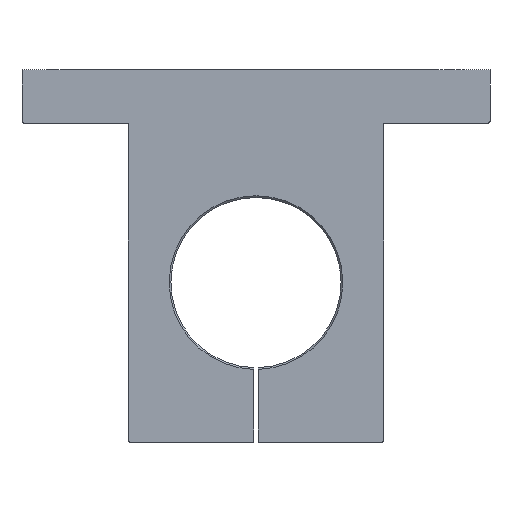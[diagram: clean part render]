
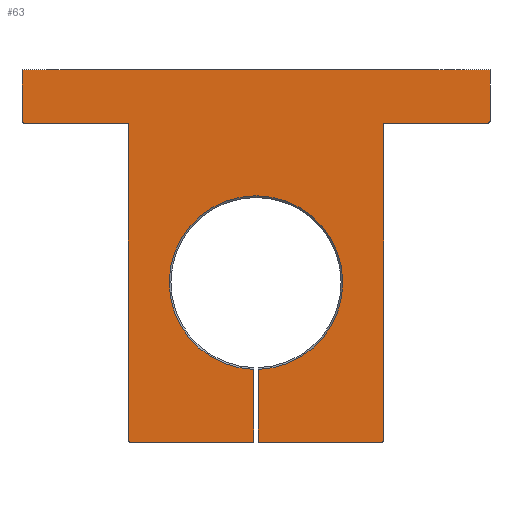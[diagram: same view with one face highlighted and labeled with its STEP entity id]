
A CAD part, front view. The second image highlights one B-rep face of the part: STEP entity #63.
In plain terms, the highlighted planar face has unit normal (0, -1, 0).
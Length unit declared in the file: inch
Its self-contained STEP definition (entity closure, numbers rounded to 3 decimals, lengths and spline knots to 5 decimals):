
#2 = AXIS2_PLACEMENT_3D ( 'NONE', #530, #917, #1085 ) ;
#7 = EDGE_CURVE ( 'NONE', #973, #85, #77, .T. ) ;
#19 = EDGE_CURVE ( 'NONE', #576, #797, #335, .T. ) ;
#50 = DIRECTION ( 'NONE',  ( 0., 0., -1. ) ) ;
#63 = ADVANCED_FACE ( 'NONE', ( #167 ), #256, .T. ) ;
#67 = VECTOR ( 'NONE', #1013, 39.37008 ) ;
#72 = DIRECTION ( 'NONE',  ( 0., 0., -1. ) ) ;
#75 = ORIENTED_EDGE ( 'NONE', *, *, #874, .F. ) ;
#77 = LINE ( 'NONE', #608, #1125 ) ;
#82 = LINE ( 'NONE', #206, #67 ) ;
#85 = VERTEX_POINT ( 'NONE', #1056 ) ;
#97 = AXIS2_PLACEMENT_3D ( 'NONE', #891, #691, #72 ) ;
#111 = DIRECTION ( 'NONE',  ( 1., 0., 0. ) ) ;
#133 = VERTEX_POINT ( 'NONE', #195 ) ;
#144 = CARTESIAN_POINT ( 'NONE',  ( -1.48, 0., -4.375 ) ) ;
#147 = CIRCLE ( 'NONE', #840, 0.02 ) ;
#155 = EDGE_CURVE ( 'NONE', #85, #255, #358, .T. ) ;
#159 = CARTESIAN_POINT ( 'NONE',  ( 1.5, 0., -4.355 ) ) ;
#167 = FACE_OUTER_BOUND ( 'NONE', #539, .T. ) ;
#195 = CARTESIAN_POINT ( 'NONE',  ( 0.025, 0., -4.375 ) ) ;
#198 = AXIS2_PLACEMENT_3D ( 'NONE', #980, #502, #50 ) ;
#206 = CARTESIAN_POINT ( 'NONE',  ( -0.025, 0., 0.00004 ) ) ;
#208 = ORIENTED_EDGE ( 'NONE', *, *, #950, .F. ) ;
#209 = DIRECTION ( 'NONE',  ( 0., 1., 0. ) ) ;
#228 = CARTESIAN_POINT ( 'NONE',  ( -0.025, 0., -3.51969 ) ) ;
#233 = DIRECTION ( 'NONE',  ( 0., 1., 0. ) ) ;
#237 = CARTESIAN_POINT ( 'NONE',  ( 1.48, 0., -4.355 ) ) ;
#239 = CARTESIAN_POINT ( 'NONE',  ( 1.52, 0., -0.625 ) ) ;
#255 = VERTEX_POINT ( 'NONE', #320 ) ;
#256 = PLANE ( 'NONE',  #97 ) ;
#257 = VERTEX_POINT ( 'NONE', #678 ) ;
#259 = AXIS2_PLACEMENT_3D ( 'NONE', #1031, #233, #1042 ) ;
#263 = EDGE_CURVE ( 'NONE', #797, #736, #147, .T. ) ;
#269 = CARTESIAN_POINT ( 'NONE',  ( 2.75, 0., 0. ) ) ;
#270 = EDGE_CURVE ( 'NONE', #1174, #973, #1016, .T. ) ;
#276 = ORIENTED_EDGE ( 'NONE', *, *, #889, .F. ) ;
#284 = LINE ( 'NONE', #1104, #885 ) ;
#300 = VERTEX_POINT ( 'NONE', #560 ) ;
#303 = EDGE_CURVE ( 'NONE', #603, #841, #654, .T. ) ;
#316 = ORIENTED_EDGE ( 'NONE', *, *, #394, .F. ) ;
#320 = CARTESIAN_POINT ( 'NONE',  ( 2.75, 0., 0. ) ) ;
#333 = CARTESIAN_POINT ( 'NONE',  ( -1.52, 0., -0.645 ) ) ;
#335 = LINE ( 'NONE', #159, #1014 ) ;
#336 = CARTESIAN_POINT ( 'NONE',  ( 1.48, 0., -4.375 ) ) ;
#341 = EDGE_CURVE ( 'NONE', #726, #910, #471, .T. ) ;
#345 = ORIENTED_EDGE ( 'NONE', *, *, #993, .F. ) ;
#346 = CIRCLE ( 'NONE', #2, 1.02 ) ;
#348 = DIRECTION ( 'NONE',  ( 0., -1., 0. ) ) ;
#358 = LINE ( 'NONE', #269, #1103 ) ;
#394 = EDGE_CURVE ( 'NONE', #257, #527, #1163, .T. ) ;
#401 = CARTESIAN_POINT ( 'NONE',  ( -1.5, 0., -0.645 ) ) ;
#409 = DIRECTION ( 'NONE',  ( 0., -1., 0. ) ) ;
#433 = ORIENTED_EDGE ( 'NONE', *, *, #824, .T. ) ;
#434 = AXIS2_PLACEMENT_3D ( 'NONE', #494, #209, #951 ) ;
#459 = VERTEX_POINT ( 'NONE', #239 ) ;
#471 = CIRCLE ( 'NONE', #198, 0.02 ) ;
#494 = CARTESIAN_POINT ( 'NONE',  ( -2.73, 0., -0.605 ) ) ;
#502 = DIRECTION ( 'NONE',  ( 0., 1., 0. ) ) ;
#516 = VECTOR ( 'NONE', #1094, 39.37008 ) ;
#520 = EDGE_CURVE ( 'NONE', #832, #763, #346, .T. ) ;
#527 = VERTEX_POINT ( 'NONE', #728 ) ;
#529 = CARTESIAN_POINT ( 'NONE',  ( 2.73, 0., -0.625 ) ) ;
#530 = CARTESIAN_POINT ( 'NONE',  ( 0., 0., -2.5 ) ) ;
#539 = EDGE_LOOP ( 'NONE', ( #345, #756, #433, #1065, #731, #636, #208, #584, #978, #871, #782, #1155, #1018, #1053, #316, #276, #75, #686 ) ) ;
#541 = CARTESIAN_POINT ( 'NONE',  ( -2.75, 0., -0.605 ) ) ;
#542 = CARTESIAN_POINT ( 'NONE',  ( 1.52, 0., -0.625 ) ) ;
#560 = CARTESIAN_POINT ( 'NONE',  ( -1.5, 0., -4.355 ) ) ;
#561 = CARTESIAN_POINT ( 'NONE',  ( 1.5, 0., -0.645 ) ) ;
#571 = LINE ( 'NONE', #401, #867 ) ;
#576 = VERTEX_POINT ( 'NONE', #561 ) ;
#584 = ORIENTED_EDGE ( 'NONE', *, *, #751, .F. ) ;
#603 = VERTEX_POINT ( 'NONE', #955 ) ;
#608 = CARTESIAN_POINT ( 'NONE',  ( -2.75, 0., 0. ) ) ;
#610 = DIRECTION ( 'NONE',  ( 0., 0., -1. ) ) ;
#636 = ORIENTED_EDGE ( 'NONE', *, *, #19, .F. ) ;
#641 = CARTESIAN_POINT ( 'NONE',  ( -1.48, 0., -4.375 ) ) ;
#645 = AXIS2_PLACEMENT_3D ( 'NONE', #333, #409, #872 ) ;
#647 = CARTESIAN_POINT ( 'NONE',  ( 2.75, 0., -0.605 ) ) ;
#654 = LINE ( 'NONE', #935, #969 ) ;
#661 = CARTESIAN_POINT ( 'NONE',  ( -2.73, 0., -0.625 ) ) ;
#664 = LINE ( 'NONE', #647, #865 ) ;
#668 = EDGE_CURVE ( 'NONE', #255, #726, #664, .T. ) ;
#672 = DIRECTION ( 'NONE',  ( -1., 0., 0. ) ) ;
#677 = DIRECTION ( 'NONE',  ( 0., 0., -1. ) ) ;
#678 = CARTESIAN_POINT ( 'NONE',  ( -1.5, 0., -0.645 ) ) ;
#685 = CARTESIAN_POINT ( 'NONE',  ( 2.75, 0., -0.605 ) ) ;
#686 = ORIENTED_EDGE ( 'NONE', *, *, #303, .F. ) ;
#691 = DIRECTION ( 'NONE',  ( 0., -1., 0. ) ) ;
#701 = DIRECTION ( 'NONE',  ( 0., 0., 1. ) ) ;
#714 = LINE ( 'NONE', #641, #516 ) ;
#721 = LINE ( 'NONE', #542, #971 ) ;
#726 = VERTEX_POINT ( 'NONE', #685 ) ;
#728 = CARTESIAN_POINT ( 'NONE',  ( -1.52, 0., -0.625 ) ) ;
#731 = ORIENTED_EDGE ( 'NONE', *, *, #263, .F. ) ;
#736 = VERTEX_POINT ( 'NONE', #336 ) ;
#751 = EDGE_CURVE ( 'NONE', #910, #459, #721, .T. ) ;
#756 = ORIENTED_EDGE ( 'NONE', *, *, #520, .T. ) ;
#763 = VERTEX_POINT ( 'NONE', #848 ) ;
#779 = CARTESIAN_POINT ( 'NONE',  ( 1.52, 0., -0.645 ) ) ;
#782 = ORIENTED_EDGE ( 'NONE', *, *, #155, .F. ) ;
#786 = CIRCLE ( 'NONE', #259, 0.02 ) ;
#797 = VERTEX_POINT ( 'NONE', #1024 ) ;
#824 = EDGE_CURVE ( 'NONE', #763, #133, #1045, .T. ) ;
#832 = VERTEX_POINT ( 'NONE', #228 ) ;
#840 = AXIS2_PLACEMENT_3D ( 'NONE', #237, #849, #1026 ) ;
#841 = VERTEX_POINT ( 'NONE', #144 ) ;
#848 = CARTESIAN_POINT ( 'NONE',  ( 0.025, 0., -3.51969 ) ) ;
#849 = DIRECTION ( 'NONE',  ( 0., 1., 0. ) ) ;
#865 = VECTOR ( 'NONE', #946, 39.37008 ) ;
#867 = VECTOR ( 'NONE', #947, 39.37008 ) ;
#871 = ORIENTED_EDGE ( 'NONE', *, *, #668, .F. ) ;
#872 = DIRECTION ( 'NONE',  ( 0., 0., 1. ) ) ;
#874 = EDGE_CURVE ( 'NONE', #841, #300, #786, .T. ) ;
#879 = DIRECTION ( 'NONE',  ( 0., 0., 1. ) ) ;
#885 = VECTOR ( 'NONE', #1006, 39.37008 ) ;
#889 = EDGE_CURVE ( 'NONE', #300, #257, #571, .T. ) ;
#891 = CARTESIAN_POINT ( 'NONE',  ( -2.73, 0., -0.605 ) ) ;
#910 = VERTEX_POINT ( 'NONE', #529 ) ;
#917 = DIRECTION ( 'NONE',  ( 0., 1., 0. ) ) ;
#924 = VECTOR ( 'NONE', #677, 39.37008 ) ;
#935 = CARTESIAN_POINT ( 'NONE',  ( -1.48, 0., -4.375 ) ) ;
#946 = DIRECTION ( 'NONE',  ( 0., 0., -1. ) ) ;
#947 = DIRECTION ( 'NONE',  ( 0., 0., 1. ) ) ;
#950 = EDGE_CURVE ( 'NONE', #459, #576, #1020, .T. ) ;
#951 = DIRECTION ( 'NONE',  ( 0., 0., -1. ) ) ;
#955 = CARTESIAN_POINT ( 'NONE',  ( -0.025, 0., -4.375 ) ) ;
#969 = VECTOR ( 'NONE', #672, 39.37008 ) ;
#971 = VECTOR ( 'NONE', #1089, 39.37008 ) ;
#973 = VERTEX_POINT ( 'NONE', #541 ) ;
#977 = EDGE_CURVE ( 'NONE', #736, #133, #714, .T. ) ;
#978 = ORIENTED_EDGE ( 'NONE', *, *, #341, .F. ) ;
#980 = CARTESIAN_POINT ( 'NONE',  ( 2.73, 0., -0.605 ) ) ;
#993 = EDGE_CURVE ( 'NONE', #832, #603, #82, .T. ) ;
#1006 = DIRECTION ( 'NONE',  ( -1., 0., 0. ) ) ;
#1013 = DIRECTION ( 'NONE',  ( 0., 0., -1. ) ) ;
#1014 = VECTOR ( 'NONE', #610, 39.37008 ) ;
#1016 = CIRCLE ( 'NONE', #434, 0.02 ) ;
#1018 = ORIENTED_EDGE ( 'NONE', *, *, #270, .F. ) ;
#1020 = CIRCLE ( 'NONE', #1165, 0.02 ) ;
#1024 = CARTESIAN_POINT ( 'NONE',  ( 1.5, 0., -4.355 ) ) ;
#1026 = DIRECTION ( 'NONE',  ( 0., 0., -1. ) ) ;
#1031 = CARTESIAN_POINT ( 'NONE',  ( -1.48, 0., -4.355 ) ) ;
#1042 = DIRECTION ( 'NONE',  ( 0., 0., 1. ) ) ;
#1045 = LINE ( 'NONE', #1111, #924 ) ;
#1053 = ORIENTED_EDGE ( 'NONE', *, *, #1059, .F. ) ;
#1056 = CARTESIAN_POINT ( 'NONE',  ( -2.75, 0., 0. ) ) ;
#1059 = EDGE_CURVE ( 'NONE', #527, #1174, #284, .T. ) ;
#1065 = ORIENTED_EDGE ( 'NONE', *, *, #977, .F. ) ;
#1085 = DIRECTION ( 'NONE',  ( 0., 0., -1. ) ) ;
#1089 = DIRECTION ( 'NONE',  ( -1., 0., 0. ) ) ;
#1094 = DIRECTION ( 'NONE',  ( -1., 0., 0. ) ) ;
#1103 = VECTOR ( 'NONE', #111, 39.37008 ) ;
#1104 = CARTESIAN_POINT ( 'NONE',  ( -1.52, 0., -0.625 ) ) ;
#1111 = CARTESIAN_POINT ( 'NONE',  ( 0.025, 0., 0.00004 ) ) ;
#1125 = VECTOR ( 'NONE', #701, 39.37008 ) ;
#1155 = ORIENTED_EDGE ( 'NONE', *, *, #7, .F. ) ;
#1163 = CIRCLE ( 'NONE', #645, 0.02 ) ;
#1165 = AXIS2_PLACEMENT_3D ( 'NONE', #779, #348, #879 ) ;
#1174 = VERTEX_POINT ( 'NONE', #661 ) ;
